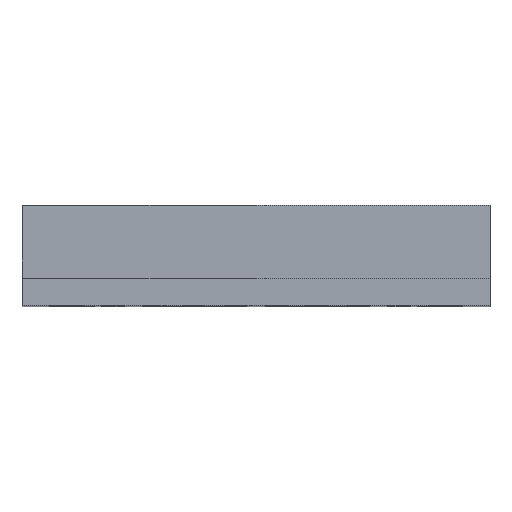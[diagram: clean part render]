
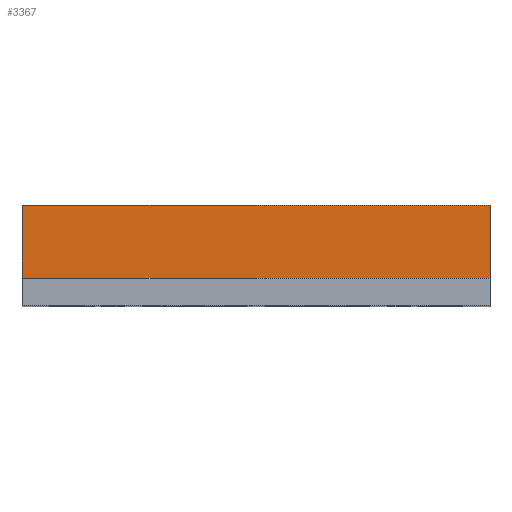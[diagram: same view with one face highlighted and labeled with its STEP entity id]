
A CAD part, top view. The second image highlights one B-rep face of the part: STEP entity #3367.
In plain terms, the highlighted planar face has unit normal (0, 0, 1).
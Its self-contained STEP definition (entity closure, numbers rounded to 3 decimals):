
#435 = VERTEX_POINT ( 'NONE', #2164 ) ;
#460 = VERTEX_POINT ( 'NONE', #3590 ) ;
#573 = ORIENTED_EDGE ( 'NONE', *, *, #7506, .F. ) ;
#891 = ORIENTED_EDGE ( 'NONE', *, *, #13590, .T. ) ;
#1167 = DIRECTION ( 'NONE',  ( -1., 0., 0. ) ) ;
#1798 = LINE ( 'NONE', #3827, #2737 ) ;
#2164 = CARTESIAN_POINT ( 'NONE',  ( 2.575, 0.3, 3.475 ) ) ;
#2386 = LINE ( 'NONE', #6829, #6776 ) ;
#2737 = VECTOR ( 'NONE', #14062, 1000. ) ;
#2951 = LINE ( 'NONE', #11966, #4177 ) ;
#3367 = ADVANCED_FACE ( 'NONE', ( #11361 ), #13570, .F. ) ;
#3590 = CARTESIAN_POINT ( 'NONE',  ( -2.575, 0.3, 3.475 ) ) ;
#3827 = CARTESIAN_POINT ( 'NONE',  ( -2.575, 1.1, 3.475 ) ) ;
#4177 = VECTOR ( 'NONE', #6508, 1000. ) ;
#4198 = ORIENTED_EDGE ( 'NONE', *, *, #14076, .T. ) ;
#4548 = LINE ( 'NONE', #11197, #10841 ) ;
#5269 = CARTESIAN_POINT ( 'NONE',  ( 2.575, 1.1, 3.475 ) ) ;
#5685 = DIRECTION ( 'NONE',  ( 1., 0., 0. ) ) ;
#6508 = DIRECTION ( 'NONE',  ( 0., -1., 0. ) ) ;
#6678 = AXIS2_PLACEMENT_3D ( 'NONE', #13651, #9262, #1167 ) ;
#6776 = VECTOR ( 'NONE', #7795, 1000. ) ;
#6829 = CARTESIAN_POINT ( 'NONE',  ( 2.575, 10.85, 3.475 ) ) ;
#7506 = EDGE_CURVE ( 'NONE', #11398, #10671, #1798, .T. ) ;
#7795 = DIRECTION ( 'NONE',  ( 0., -1., 0. ) ) ;
#7856 = ORIENTED_EDGE ( 'NONE', *, *, #13274, .F. ) ;
#9262 = DIRECTION ( 'NONE',  ( 0., 0., -1. ) ) ;
#10671 = VERTEX_POINT ( 'NONE', #5269 ) ;
#10841 = VECTOR ( 'NONE', #5685, 1000. ) ;
#11197 = CARTESIAN_POINT ( 'NONE',  ( -2.575, 0.3, 3.475 ) ) ;
#11361 = FACE_OUTER_BOUND ( 'NONE', #12347, .T. ) ;
#11398 = VERTEX_POINT ( 'NONE', #13807 ) ;
#11966 = CARTESIAN_POINT ( 'NONE',  ( -2.575, 10.85, 3.475 ) ) ;
#12347 = EDGE_LOOP ( 'NONE', ( #573, #891, #4198, #7856 ) ) ;
#13274 = EDGE_CURVE ( 'NONE', #10671, #435, #2386, .T. ) ;
#13570 = PLANE ( 'NONE',  #6678 ) ;
#13590 = EDGE_CURVE ( 'NONE', #11398, #460, #2951, .T. ) ;
#13651 = CARTESIAN_POINT ( 'NONE',  ( -2.575, 10.85, 3.475 ) ) ;
#13807 = CARTESIAN_POINT ( 'NONE',  ( -2.575, 1.1, 3.475 ) ) ;
#14062 = DIRECTION ( 'NONE',  ( 1., 0., 0. ) ) ;
#14076 = EDGE_CURVE ( 'NONE', #460, #435, #4548, .T. ) ;
